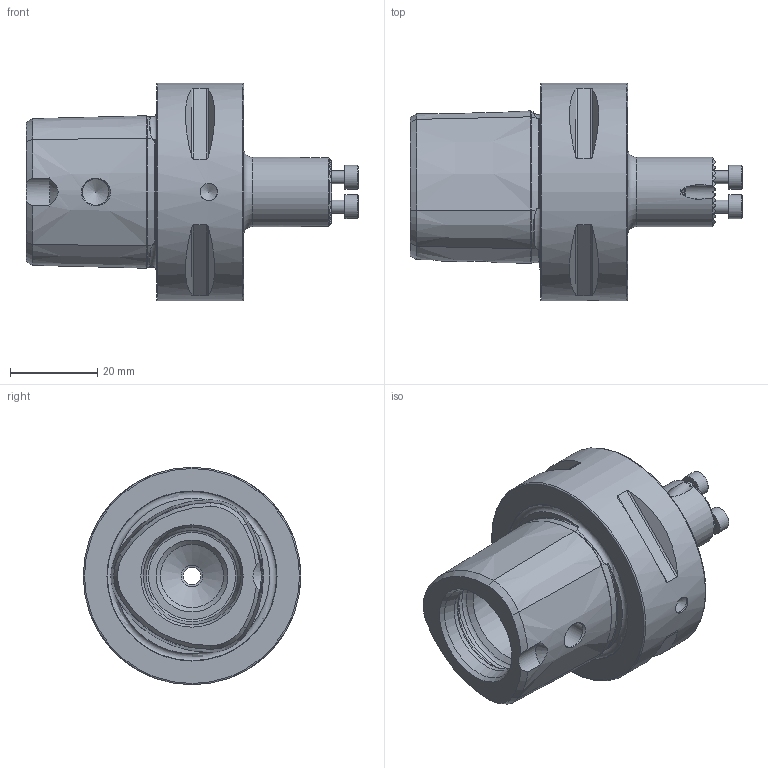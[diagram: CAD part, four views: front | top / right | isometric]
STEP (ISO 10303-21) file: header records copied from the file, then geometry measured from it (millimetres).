
FILE_DESCRIPTION (( 'STEP AP214' ), '1' );
FILE_NAME ('PS5.WK5.016.062.STEP', '2020-02-21T16:27:29', ( '' ), ( '' ), 'SwSTEP 2.0', 'SolidWorks 2017', '' );
FILE_SCHEMA (( 'AUTOMOTIVE_DESIGN' ));
Length unit declared in the file: millimetre
Products named in the file (4): ISO 4026 - M3 x 3; PS5.WK5.016.062; PS5-WK5.016.062_C; ISO 4762 - M3 x 10
Assembly tree (6 placements, depth 2):
  PS5.WK5.016.062
    PS5-WK5.016.062_C
    ISO 4762 - M3 x 10  x3
    ISO 4026 - M3 x 3  x2
Bounding box: 76.3 x 50 x 50 mm (x, y, z)
Volume: 57205.4 mm3; surface area: 15494.6 mm2
Topology: 6 solids, 6 shells, 309 faces, 799 edges, 506 vertices
Faces by surface type: plane 162, cone 65, cylinder 60, torus 22
Full cylindrical faces by diameter (mm): 2.5 x6, 3 x5, 3.3 x2, 4 x2, 5 x1, 5.5 x3, 6.1 x2, 14.5 x1, 16 x1, 21 x2, 24 x1, 50 x1
Entity records: 9015 total; most frequent: CARTESIAN_POINT 3116, ORIENTED_EDGE 1208, DIRECTION 1052, EDGE_CURVE 604, AXIS2_PLACEMENT_3D 430, VERTEX_POINT 414, EDGE_LOOP 322, FACE_OUTER_BOUND 286
